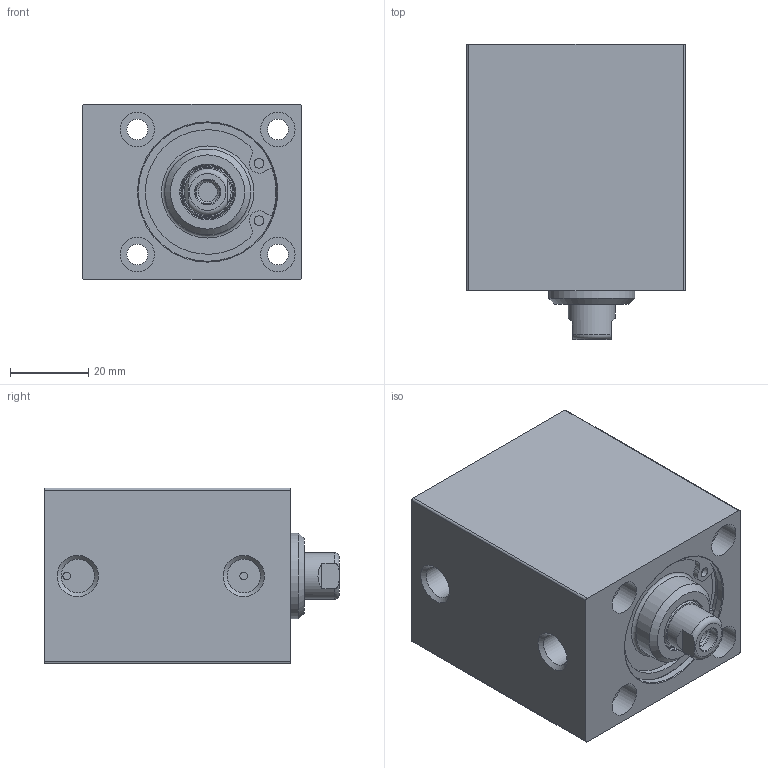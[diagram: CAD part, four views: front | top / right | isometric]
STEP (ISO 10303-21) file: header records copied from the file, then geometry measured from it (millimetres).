
FILE_DESCRIPTION((''),'2;1');
FILE_NAME('RD032.030.GS.F.stp','2014-07-28T08:15:57',('carlo.corazza'),(''),'Autodesk Inventor 2012','Autodesk Inventor 2012','');
FILE_SCHEMA(('AUTOMOTIVE_DESIGN { 1 0 10303 214 1 1 1 1 }'));
Length unit declared in the file: millimetre
Products named in the file (4): RD032..GS.F; CORPO-030; TA; STELO-030
Assembly tree (3 placements, depth 2):
  RD032..GS.F
    CORPO-030
    TA
    STELO-030
Bounding box: 56 x 75.5 x 45 mm (x, y, z)
Volume: 156784.5 mm3; surface area: 30553.2 mm2
Topology: 3 solids, 3 shells, 115 faces, 236 edges, 147 vertices
Faces by surface type: cylinder 44, plane 39, cone 25, torus 7
Full cylindrical faces by diameter (mm): 2 x2, 2.5 x2, 4.917 x2, 5.3 x4, 6.25 x1, 8.566 x2, 8.8 x8, 12 x1, 12.54 x1, 13.7 x1, 14 x1, 16.32 x1, 16.5 x1, 22 x1, 35.5 x2, 37.3 x1
Entity records: 3036 total; most frequent: CARTESIAN_POINT 538, DIRECTION 522, ORIENTED_EDGE 334, AXIS2_PLACEMENT_3D 237, EDGE_LOOP 206, EDGE_CURVE 167, VERTEX_POINT 139, FACE_OUTER_BOUND 115
